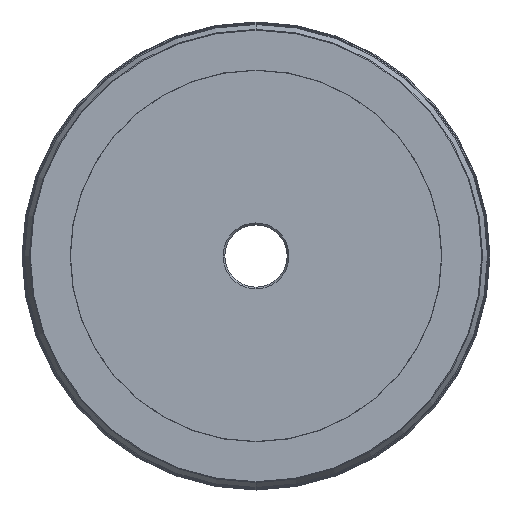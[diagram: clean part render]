
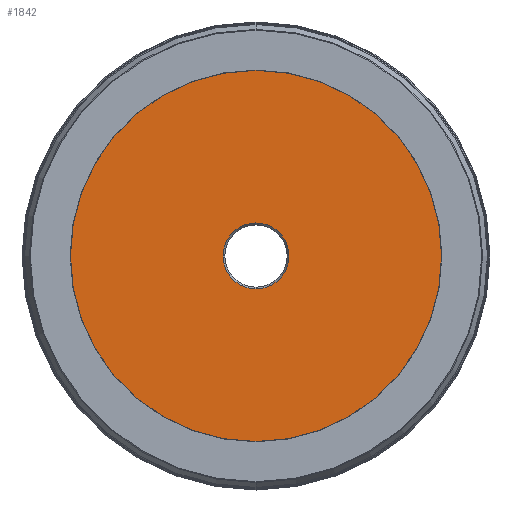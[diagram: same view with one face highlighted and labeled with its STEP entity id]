
A CAD part, top view. The second image highlights one B-rep face of the part: STEP entity #1842.
In plain terms, the highlighted planar face has unit normal (0, 0, 1).
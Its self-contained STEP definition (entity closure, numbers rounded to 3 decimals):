
#39=CARTESIAN_POINT('',(0.,0.,18.5));
#40=DIRECTION('',(0.,0.,-1.));
#41=DIRECTION('',(0.866,0.5,0.));
#42=AXIS2_PLACEMENT_3D('',#39,#40,#41);
#48=CARTESIAN_POINT('',(0.,0.,18.5));
#49=DIRECTION('',(0.,0.,-1.));
#50=DIRECTION('',(-0.866,-0.5,0.));
#51=AXIS2_PLACEMENT_3D('',#48,#49,#50);
#56=CARTESIAN_POINT('',(0.,0.,18.5));
#57=DIRECTION('',(0.,0.,-1.));
#58=DIRECTION('',(0.,1.,0.));
#59=AXIS2_PLACEMENT_3D('',#56,#57,#58);
#64=CARTESIAN_POINT('',(0.,0.,18.5));
#65=DIRECTION('',(0.,0.,-1.));
#66=DIRECTION('',(0.,-1.,0.));
#67=AXIS2_PLACEMENT_3D('',#64,#65,#66);
#1679=CARTESIAN_POINT('',(2.748,1.587,18.5));
#1680=VERTEX_POINT('',#1679);
#1681=CARTESIAN_POINT('',(-2.748,-1.587,18.5));
#1682=VERTEX_POINT('',#1681);
#1733=CARTESIAN_POINT('',(0.,17.854,18.5));
#1734=CARTESIAN_POINT('',(0.,-17.854,18.5));
#1735=VERTEX_POINT('',#1733);
#1736=VERTEX_POINT('',#1734);
#1825=CARTESIAN_POINT('',(0.,0.,18.5));
#1826=DIRECTION('',(0.,0.,1.));
#1827=DIRECTION('',(0.,-1.,0.));
#1828=AXIS2_PLACEMENT_3D('',#1825,#1826,#1827);
#1829=PLANE('',#1828);
#1831=ORIENTED_EDGE('',*,*,#1830,.T.);
#1833=ORIENTED_EDGE('',*,*,#1832,.T.);
#1834=EDGE_LOOP('',(#1831,#1833));
#1835=FACE_OUTER_BOUND('',#1834,.F.);
#1837=ORIENTED_EDGE('',*,*,#1836,.F.);
#1839=ORIENTED_EDGE('',*,*,#1838,.F.);
#1840=EDGE_LOOP('',(#1837,#1839));
#1841=FACE_BOUND('',#1840,.F.);
#43=CIRCLE('',#42,3.173);
#52=CIRCLE('',#51,3.173);
#60=CIRCLE('',#59,17.854);
#68=CIRCLE('',#67,17.854);
#1830=EDGE_CURVE('',#1735,#1736,#60,.T.);
#1832=EDGE_CURVE('',#1736,#1735,#68,.T.);
#1836=EDGE_CURVE('',#1680,#1682,#43,.T.);
#1838=EDGE_CURVE('',#1682,#1680,#52,.T.);
#1842=ADVANCED_FACE('',(#1835,#1841),#1829,.T.);
